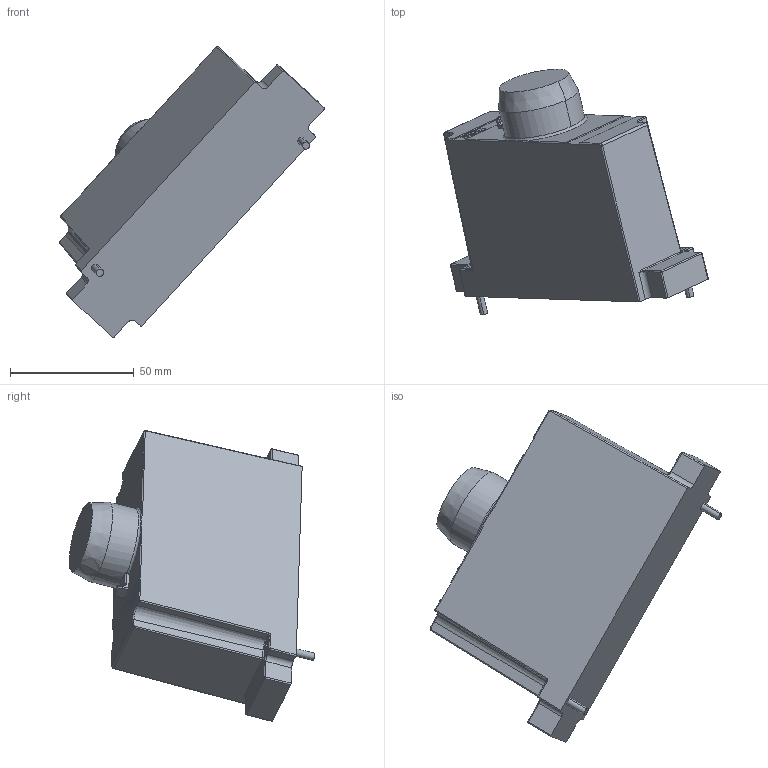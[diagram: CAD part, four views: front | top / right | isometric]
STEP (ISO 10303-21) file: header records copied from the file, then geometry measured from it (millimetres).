
FILE_DESCRIPTION((''),'2;1');
FILE_NAME('OSV200B-AL_SW0001','2024-09-19T09:35:57',('FIANLEH10'),(''),'CREO PARAMETRIC BY PTC INC, 2022364','CREO PARAMETRIC BY PTC INC, 2022364','');
FILE_SCHEMA(('AUTOMOTIVE_DESIGN { 1 0 10303 214 1 1 1 1 }'));
Length unit declared in the file: millimetre
Products named in the file (1): OSV200B-AL_SW0001
Bounding box: 106.85 x 99.14 x 117.42 mm (x, y, z)
Volume: 254717.4 mm3; surface area: 29218.7 mm2
Topology: 1 solids, 3 shells, 299 faces, 748 edges, 465 vertices
Faces by surface type: plane 164, cylinder 82, bspline 18, cone 14, torus 12, sphere 8, extrusion 1
Entity records: 14032 total; most frequent: CARTESIAN_POINT 3303, ORIENTED_EDGE 1480, DIRECTION 1422, EDGE_CURVE 740, FILL_AREA_STYLE_COLOUR 507, FILL_AREA_STYLE 507, SURFACE_STYLE_FILL_AREA 507, SURFACE_SIDE_STYLE 507
